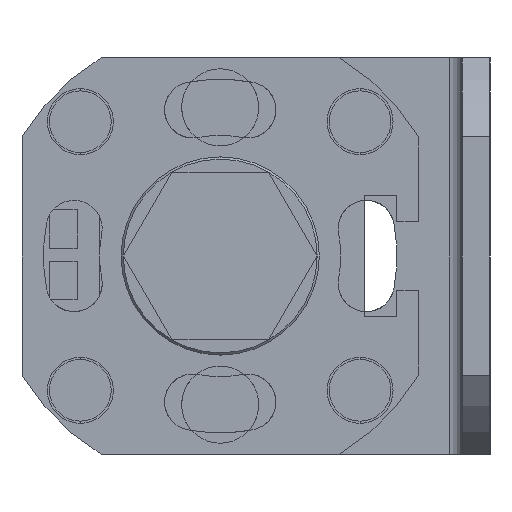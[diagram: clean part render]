
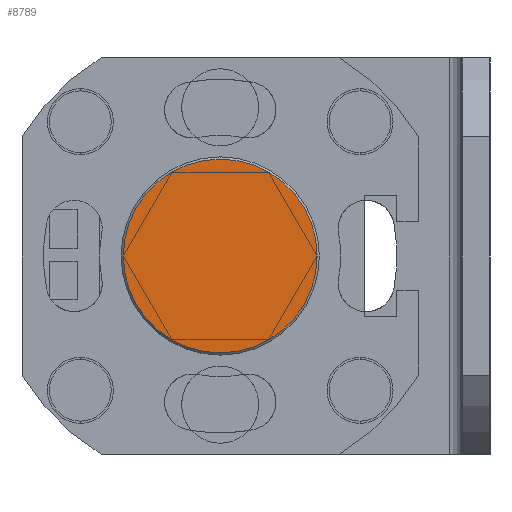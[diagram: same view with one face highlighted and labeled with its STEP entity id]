
A CAD part, left-side view. The second image highlights one B-rep face of the part: STEP entity #8789.
In plain terms, the highlighted planar face has unit normal (-1, 0, 0).
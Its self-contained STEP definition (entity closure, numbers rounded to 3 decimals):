
#2272=CARTESIAN_POINT('',(-1089.022,24.5,-18.031));
#2273=DIRECTION('',(-1.,0.,0.));
#2274=DIRECTION('',(0.,0.,-1.));
#2275=AXIS2_PLACEMENT_3D('',#2272,#2273,#2274);
#2277=CARTESIAN_POINT('',(-1089.022,24.5,-18.031));
#2278=DIRECTION('',(-1.,0.,0.));
#2279=DIRECTION('',(0.,0.,1.));
#2280=AXIS2_PLACEMENT_3D('',#2277,#2278,#2279);
#5110=CARTESIAN_POINT('',(-1089.022,24.5,-26.831));
#5112=VERTEX_POINT('',#5110);
#5277=CARTESIAN_POINT('',(-1089.022,24.5,-9.231));
#5278=VERTEX_POINT('',#5277);
#8779=CARTESIAN_POINT('',(-1089.022,24.5,-18.031));
#8780=DIRECTION('',(-1.,0.,0.));
#8781=DIRECTION('',(0.,0.,1.));
#8782=AXIS2_PLACEMENT_3D('',#8779,#8780,#8781);
#8783=PLANE('',#8782);
#8785=ORIENTED_EDGE('',*,*,#8784,.F.);
#8786=ORIENTED_EDGE('',*,*,#8769,.F.);
#8787=EDGE_LOOP('',(#8785,#8786));
#8788=FACE_OUTER_BOUND('',#8787,.F.);
#8789=ADVANCED_FACE('',(#8788),#8783,.T.);
#2276=CIRCLE('',#2275,8.8);
#2281=CIRCLE('',#2280,8.8);
#8769=EDGE_CURVE('',#5278,#5112,#2281,.T.);
#8784=EDGE_CURVE('',#5112,#5278,#2276,.T.);
